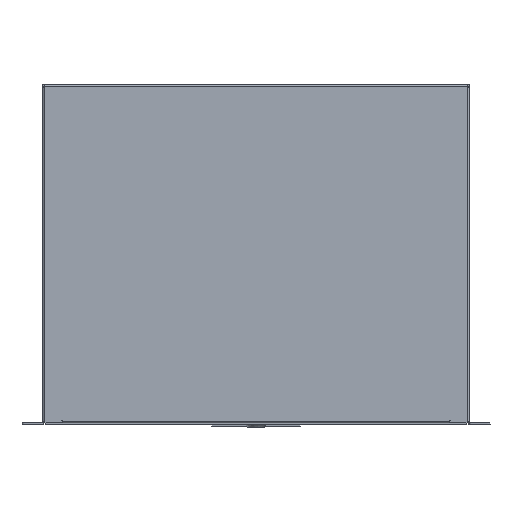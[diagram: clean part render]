
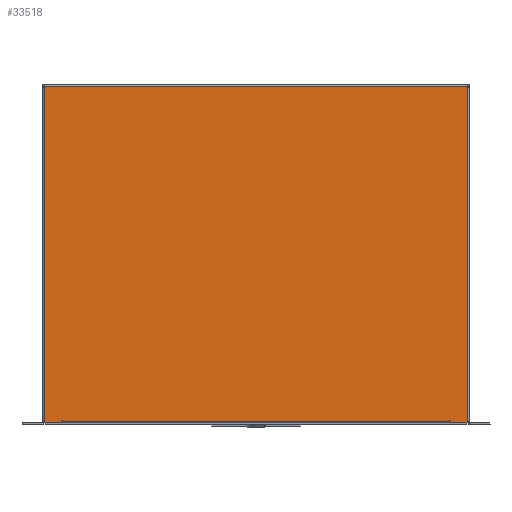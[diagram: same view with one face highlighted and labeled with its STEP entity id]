
A CAD part, top view. The second image highlights one B-rep face of the part: STEP entity #33518.
In plain terms, the highlighted planar face has unit normal (0, 0, 1).
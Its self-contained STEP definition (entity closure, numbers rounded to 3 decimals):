
#438 = DIRECTION ( 'NONE',  ( -1., 0., 0. ) ) ;
#678 = CARTESIAN_POINT ( 'NONE',  ( -218.3, 7.162, 44.45 ) ) ;
#788 = CARTESIAN_POINT ( 'NONE',  ( -200., 8., 44.45 ) ) ;
#805 = CARTESIAN_POINT ( 'NONE',  ( 217.8, 6., 44.45 ) ) ;
#1039 = EDGE_CURVE ( 'NONE', #37107, #33420, #19679, .T. ) ;
#1163 = ORIENTED_EDGE ( 'NONE', *, *, #38190, .T. ) ;
#1361 = DIRECTION ( 'NONE',  ( 1., 0., 0. ) ) ;
#1722 = LINE ( 'NONE', #33000, #39691 ) ;
#1804 = CARTESIAN_POINT ( 'NONE',  ( -218.1, 353.1, 44.45 ) ) ;
#1920 = EDGE_CURVE ( 'NONE', #27102, #31902, #2917, .T. ) ;
#2705 = CARTESIAN_POINT ( 'NONE',  ( -218.3, 3., 44.45 ) ) ;
#2799 = ORIENTED_EDGE ( 'NONE', *, *, #32161, .T. ) ;
#2917 = LINE ( 'NONE', #36631, #32694 ) ;
#2942 = CARTESIAN_POINT ( 'NONE',  ( 219.4, 6., 44.45 ) ) ;
#2958 = VERTEX_POINT ( 'NONE', #35825 ) ;
#3038 = CARTESIAN_POINT ( 'NONE',  ( 218.1, 352.4, 44.45 ) ) ;
#3176 = DIRECTION ( 'NONE',  ( 0., -1., 0. ) ) ;
#3321 = LINE ( 'NONE', #22858, #32026 ) ;
#3768 = CARTESIAN_POINT ( 'NONE',  ( -200., 3., 44.45 ) ) ;
#4390 = CARTESIAN_POINT ( 'NONE',  ( 218.1, 353.1, 44.45 ) ) ;
#4803 = DIRECTION ( 'NONE',  ( 0., 1., 0. ) ) ;
#5008 = VECTOR ( 'NONE', #15401, 1000. ) ;
#5055 = CARTESIAN_POINT ( 'NONE',  ( -218.3, 352.4, 44.45 ) ) ;
#5618 = CIRCLE ( 'NONE', #9505, 1.6 ) ;
#5777 = DIRECTION ( 'NONE',  ( 0., 0., -1. ) ) ;
#5795 = EDGE_CURVE ( 'NONE', #26953, #37107, #24957, .T. ) ;
#5942 = VERTEX_POINT ( 'NONE', #4390 ) ;
#6008 = LINE ( 'NONE', #3768, #13078 ) ;
#6211 = VECTOR ( 'NONE', #8788, 1000. ) ;
#6214 = VERTEX_POINT ( 'NONE', #15354 ) ;
#6402 = EDGE_CURVE ( 'NONE', #27642, #16531, #9720, .T. ) ;
#6790 = DIRECTION ( 'NONE',  ( 1., 0., 0. ) ) ;
#6805 = VERTEX_POINT ( 'NONE', #5055 ) ;
#7173 = DIRECTION ( 'NONE',  ( -1., 0., 0. ) ) ;
#7299 = EDGE_CURVE ( 'NONE', #6805, #27642, #18174, .T. ) ;
#7832 = EDGE_CURVE ( 'NONE', #6214, #6805, #27365, .T. ) ;
#8338 = CARTESIAN_POINT ( 'NONE',  ( 218.1, 3., 44.45 ) ) ;
#8788 = DIRECTION ( 'NONE',  ( 1., 0., 0. ) ) ;
#8803 = CARTESIAN_POINT ( 'NONE',  ( -200., 7.7, 44.45 ) ) ;
#9043 = PLANE ( 'NONE',  #11329 ) ;
#9272 = CARTESIAN_POINT ( 'NONE',  ( -200.6, 3., 44.45 ) ) ;
#9469 = VECTOR ( 'NONE', #33105, 1000. ) ;
#9505 = AXIS2_PLACEMENT_3D ( 'NONE', #2942, #5777, #21249 ) ;
#9562 = VECTOR ( 'NONE', #14194, 1000. ) ;
#9647 = CARTESIAN_POINT ( 'NONE',  ( -219.4, 6., 44.45 ) ) ;
#9720 = CIRCLE ( 'NONE', #27296, 1.6 ) ;
#10118 = EDGE_CURVE ( 'NONE', #16531, #26953, #23383, .T. ) ;
#10160 = VERTEX_POINT ( 'NONE', #1804 ) ;
#10619 = VERTEX_POINT ( 'NONE', #15683 ) ;
#10785 = CARTESIAN_POINT ( 'NONE',  ( -197., 7.7, 44.45 ) ) ;
#11007 = VERTEX_POINT ( 'NONE', #3038 ) ;
#11033 = EDGE_CURVE ( 'NONE', #10160, #6214, #21552, .T. ) ;
#11176 = LINE ( 'NONE', #10785, #26206 ) ;
#11329 = AXIS2_PLACEMENT_3D ( 'NONE', #11695, #27348, #36448 ) ;
#11617 = LINE ( 'NONE', #24037, #33313 ) ;
#11695 = CARTESIAN_POINT ( 'NONE',  ( -197., 3., 44.45 ) ) ;
#11728 = ORIENTED_EDGE ( 'NONE', *, *, #1039, .T. ) ;
#11832 = LINE ( 'NONE', #21616, #6211 ) ;
#12093 = EDGE_CURVE ( 'NONE', #10619, #39338, #14852, .T. ) ;
#13078 = VECTOR ( 'NONE', #3176, 1000. ) ;
#13495 = VECTOR ( 'NONE', #18515, 1000. ) ;
#13732 = ORIENTED_EDGE ( 'NONE', *, *, #20781, .T. ) ;
#14194 = DIRECTION ( 'NONE',  ( -1., 0., 0. ) ) ;
#14331 = DIRECTION ( 'NONE',  ( 1., 0., 0. ) ) ;
#14852 = LINE ( 'NONE', #29700, #34419 ) ;
#15180 = ORIENTED_EDGE ( 'NONE', *, *, #5795, .T. ) ;
#15226 = VERTEX_POINT ( 'NONE', #805 ) ;
#15354 = CARTESIAN_POINT ( 'NONE',  ( -218.1, 352.4, 44.45 ) ) ;
#15401 = DIRECTION ( 'NONE',  ( 0., 1., 0. ) ) ;
#15555 = ORIENTED_EDGE ( 'NONE', *, *, #22097, .T. ) ;
#15562 = FACE_OUTER_BOUND ( 'NONE', #34124, .T. ) ;
#15683 = CARTESIAN_POINT ( 'NONE',  ( 200.6, 8., 44.45 ) ) ;
#15962 = DIRECTION ( 'NONE',  ( 0., 0., -1. ) ) ;
#16114 = EDGE_CURVE ( 'NONE', #29126, #2958, #11176, .T. ) ;
#16531 = VERTEX_POINT ( 'NONE', #20504 ) ;
#17322 = ORIENTED_EDGE ( 'NONE', *, *, #20489, .T. ) ;
#17580 = EDGE_CURVE ( 'NONE', #31902, #11007, #11617, .T. ) ;
#18174 = LINE ( 'NONE', #2705, #32246 ) ;
#18515 = DIRECTION ( 'NONE',  ( 0., 1., 0. ) ) ;
#18644 = CARTESIAN_POINT ( 'NONE',  ( -200.6, 6., 44.45 ) ) ;
#19679 = LINE ( 'NONE', #34465, #37178 ) ;
#20489 = EDGE_CURVE ( 'NONE', #39338, #15226, #11832, .T. ) ;
#20504 = CARTESIAN_POINT ( 'NONE',  ( -217.8, 6., 44.45 ) ) ;
#20627 = ORIENTED_EDGE ( 'NONE', *, *, #7832, .T. ) ;
#20781 = EDGE_CURVE ( 'NONE', #11007, #5942, #36151, .T. ) ;
#20941 = DIRECTION ( 'NONE',  ( 0., -1., 0. ) ) ;
#21249 = DIRECTION ( 'NONE',  ( 1., 0., 0. ) ) ;
#21357 = DIRECTION ( 'NONE',  ( 0., -1., 0. ) ) ;
#21552 = LINE ( 'NONE', #36738, #27230 ) ;
#21583 = LINE ( 'NONE', #33924, #13495 ) ;
#21616 = CARTESIAN_POINT ( 'NONE',  ( -197., 6., 44.45 ) ) ;
#22097 = EDGE_CURVE ( 'NONE', #2958, #22532, #21583, .T. ) ;
#22532 = VERTEX_POINT ( 'NONE', #27872 ) ;
#22858 = CARTESIAN_POINT ( 'NONE',  ( -197., 353.1, 44.45 ) ) ;
#23383 = LINE ( 'NONE', #29650, #23402 ) ;
#23402 = VECTOR ( 'NONE', #23577, 1000. ) ;
#23577 = DIRECTION ( 'NONE',  ( 1., 0., 0. ) ) ;
#24037 = CARTESIAN_POINT ( 'NONE',  ( -197., 352.4, 44.45 ) ) ;
#24171 = ORIENTED_EDGE ( 'NONE', *, *, #6402, .T. ) ;
#24957 = LINE ( 'NONE', #9272, #5008 ) ;
#26206 = VECTOR ( 'NONE', #32724, 1000. ) ;
#26953 = VERTEX_POINT ( 'NONE', #18644 ) ;
#27070 = ORIENTED_EDGE ( 'NONE', *, *, #7299, .T. ) ;
#27102 = VERTEX_POINT ( 'NONE', #34017 ) ;
#27230 = VECTOR ( 'NONE', #21357, 1000. ) ;
#27296 = AXIS2_PLACEMENT_3D ( 'NONE', #9647, #15962, #6790 ) ;
#27348 = DIRECTION ( 'NONE',  ( 0., 0., 1. ) ) ;
#27365 = LINE ( 'NONE', #29624, #9562 ) ;
#27606 = ORIENTED_EDGE ( 'NONE', *, *, #16114, .T. ) ;
#27642 = VERTEX_POINT ( 'NONE', #678 ) ;
#27872 = CARTESIAN_POINT ( 'NONE',  ( 200., 8., 44.45 ) ) ;
#28200 = ORIENTED_EDGE ( 'NONE', *, *, #11033, .T. ) ;
#28666 = ORIENTED_EDGE ( 'NONE', *, *, #1920, .T. ) ;
#28749 = CARTESIAN_POINT ( 'NONE',  ( 200.6, 6., 44.45 ) ) ;
#29103 = ORIENTED_EDGE ( 'NONE', *, *, #17580, .T. ) ;
#29126 = VERTEX_POINT ( 'NONE', #8803 ) ;
#29624 = CARTESIAN_POINT ( 'NONE',  ( -197., 352.4, 44.45 ) ) ;
#29650 = CARTESIAN_POINT ( 'NONE',  ( -197., 6., 44.45 ) ) ;
#29700 = CARTESIAN_POINT ( 'NONE',  ( 200.6, 3., 44.45 ) ) ;
#29929 = EDGE_CURVE ( 'NONE', #33420, #29126, #6008, .T. ) ;
#30708 = ORIENTED_EDGE ( 'NONE', *, *, #29929, .T. ) ;
#31902 = VERTEX_POINT ( 'NONE', #39163 ) ;
#32026 = VECTOR ( 'NONE', #7173, 1000. ) ;
#32161 = EDGE_CURVE ( 'NONE', #22532, #10619, #1722, .T. ) ;
#32246 = VECTOR ( 'NONE', #39874, 1000. ) ;
#32354 = ORIENTED_EDGE ( 'NONE', *, *, #35242, .T. ) ;
#32694 = VECTOR ( 'NONE', #4803, 1000. ) ;
#32724 = DIRECTION ( 'NONE',  ( 1., 0., 0. ) ) ;
#33000 = CARTESIAN_POINT ( 'NONE',  ( -197., 8., 44.45 ) ) ;
#33105 = DIRECTION ( 'NONE',  ( 0., 1., 0. ) ) ;
#33313 = VECTOR ( 'NONE', #438, 1000. ) ;
#33420 = VERTEX_POINT ( 'NONE', #788 ) ;
#33518 = ADVANCED_FACE ( 'NONE', ( #15562 ), #9043, .T. ) ;
#33924 = CARTESIAN_POINT ( 'NONE',  ( 200., 3., 44.45 ) ) ;
#34017 = CARTESIAN_POINT ( 'NONE',  ( 218.3, 7.162, 44.45 ) ) ;
#34124 = EDGE_LOOP ( 'NONE', ( #17322, #1163, #28666, #29103, #13732, #32354, #28200, #20627, #27070, #24171, #38259, #15180, #11728, #30708, #27606, #15555, #2799, #38126 ) ) ;
#34419 = VECTOR ( 'NONE', #20941, 1000. ) ;
#34465 = CARTESIAN_POINT ( 'NONE',  ( -197., 8., 44.45 ) ) ;
#35242 = EDGE_CURVE ( 'NONE', #5942, #10160, #3321, .T. ) ;
#35825 = CARTESIAN_POINT ( 'NONE',  ( 200., 7.7, 44.45 ) ) ;
#36151 = LINE ( 'NONE', #8338, #9469 ) ;
#36448 = DIRECTION ( 'NONE',  ( 1., 0., 0. ) ) ;
#36631 = CARTESIAN_POINT ( 'NONE',  ( 218.3, 3., 44.45 ) ) ;
#36738 = CARTESIAN_POINT ( 'NONE',  ( -218.1, 3., 44.45 ) ) ;
#37107 = VERTEX_POINT ( 'NONE', #39133 ) ;
#37178 = VECTOR ( 'NONE', #1361, 1000. ) ;
#38126 = ORIENTED_EDGE ( 'NONE', *, *, #12093, .T. ) ;
#38190 = EDGE_CURVE ( 'NONE', #15226, #27102, #5618, .T. ) ;
#38259 = ORIENTED_EDGE ( 'NONE', *, *, #10118, .T. ) ;
#39133 = CARTESIAN_POINT ( 'NONE',  ( -200.6, 8., 44.45 ) ) ;
#39163 = CARTESIAN_POINT ( 'NONE',  ( 218.3, 352.4, 44.45 ) ) ;
#39338 = VERTEX_POINT ( 'NONE', #28749 ) ;
#39691 = VECTOR ( 'NONE', #14331, 1000. ) ;
#39874 = DIRECTION ( 'NONE',  ( 0., -1., 0. ) ) ;
